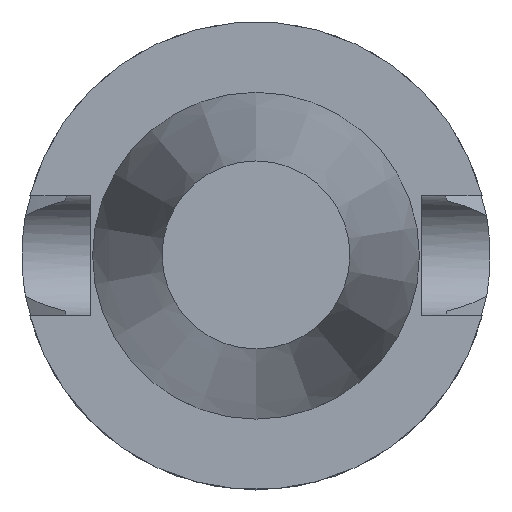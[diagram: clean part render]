
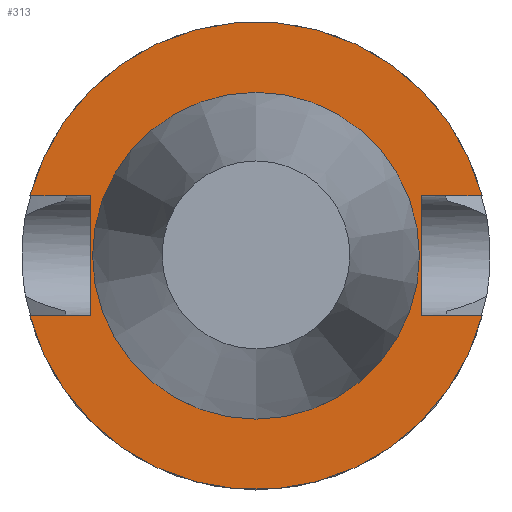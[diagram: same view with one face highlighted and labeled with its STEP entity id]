
A CAD part, top view. The second image highlights one B-rep face of the part: STEP entity #313.
In plain terms, the highlighted planar face has unit normal (0, 0, 1).
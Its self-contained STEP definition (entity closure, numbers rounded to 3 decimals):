
#117=EDGE_CURVE('240[2]',#344,#345,#346,.T.);
#125=EDGE_CURVE('240[2]',#345,#356,#357,.T.);
#145=EDGE_CURVE('240[2]',#356,#390,#391,.T.);
#187=EDGE_CURVE('240[2]',#390,#455,#456,.T.);
#193=EDGE_CURVE('240[2]',#397,#344,#464,.T.);
#202=EDGE_CURVE('240[2]',#476,#397,#477,.T.);
#280=EDGE_CURVE('240[2]',#579,#579,#580,.T.);
#289=EDGE_CURVE('240[2]',#455,#400,#591,.T.);
#313=ADVANCED_FACE('240[2]',(#619,#620),#621,.T.);
#322=EDGE_CURVE('240[2]',#400,#476,#632,.T.);
#344=VERTEX_POINT('',#646);
#345=VERTEX_POINT('',#647);
#346=CIRCLE('',#648,50.);
#356=VERTEX_POINT('',#660);
#357=LINE('',#661,#662);
#390=VERTEX_POINT('',#713);
#391=LINE('',#714,#715);
#397=VERTEX_POINT('',#723);
#400=VERTEX_POINT('',#728);
#455=VERTEX_POINT('',#865);
#456=LINE('',#866,#867);
#464=LINE('',#895,#896);
#476=VERTEX_POINT('',#914);
#477=LINE('',#915,#916);
#579=VERTEX_POINT('',#1210);
#580=CIRCLE('',#1211,34.925);
#591=CIRCLE('',#1235,50.);
#619=FACE_OUTER_BOUND('',#1306,.T.);
#620=FACE_BOUND('',#1307,.T.);
#621=PLANE('',#1308);
#632=LINE('',#1324,#1325);
#646=CARTESIAN_POINT('',(48.321,12.85,-1.5));
#647=CARTESIAN_POINT('',(-48.321,12.85,-1.5));
#648=AXIS2_PLACEMENT_3D('',#1337,#1338,#1339);
#660=CARTESIAN_POINT('',(-35.4,12.85,-1.5));
#661=CARTESIAN_POINT('',(-17.7,12.85,-1.5));
#662=VECTOR('',#1347,1.0);
#713=CARTESIAN_POINT('',(-35.4,-12.85,-1.5));
#714=CARTESIAN_POINT('',(-35.4,14.806,-1.5));
#715=VECTOR('',#1377,1.0);
#723=CARTESIAN_POINT('',(35.4,12.85,-1.5));
#728=CARTESIAN_POINT('',(48.321,-12.85,-1.5));
#865=CARTESIAN_POINT('',(-48.321,-12.85,-1.5));
#866=CARTESIAN_POINT('',(-17.7,-12.85,-1.5));
#867=VECTOR('',#1456,1.0);
#895=CARTESIAN_POINT('',(17.7,12.85,-1.5));
#896=VECTOR('',#1460,1.0);
#914=CARTESIAN_POINT('',(35.4,-12.85,-1.5));
#915=CARTESIAN_POINT('',(35.4,21.231,-1.5));
#916=VECTOR('',#1473,1.0);
#1210=CARTESIAN_POINT('',(0.,34.925,-1.5));
#1211=AXIS2_PLACEMENT_3D('',#1589,#1590,#1591);
#1235=AXIS2_PLACEMENT_3D('',#1601,#1602,#1603);
#1306=EDGE_LOOP('',(#1629,#1630,#1631,#1632,#1633,#1634,#1635,#1636));
#1307=EDGE_LOOP('',(#1637));
#1308=AXIS2_PLACEMENT_3D('',#1638,#1639,#1640);
#1324=CARTESIAN_POINT('',(17.7,-12.85,-1.5));
#1325=VECTOR('',#1651,1.0);
#1337=CARTESIAN_POINT('',(0.,0.,-1.5));
#1338=DIRECTION('',(0.,0.,1.0));
#1339=DIRECTION('',(0.,1.0,0.));
#1347=DIRECTION('',(1.0,-0.0,0.));
#1377=DIRECTION('',(0.0,-1.0,0.));
#1456=DIRECTION('',(-1.0,-0.0,0.));
#1460=DIRECTION('',(1.0,-0.0,0.));
#1473=DIRECTION('',(0.0,1.0,0.));
#1589=CARTESIAN_POINT('',(0.,0.,-1.5));
#1590=DIRECTION('',(0.,0.,1.0));
#1591=DIRECTION('',(0.,1.0,0.));
#1601=CARTESIAN_POINT('',(0.,0.,-1.5));
#1602=DIRECTION('',(0.,0.,1.0));
#1603=DIRECTION('',(0.,1.0,0.));
#1629=ORIENTED_EDGE('',*,*,#187,.T.);
#1630=ORIENTED_EDGE('',*,*,#289,.T.);
#1631=ORIENTED_EDGE('',*,*,#322,.T.);
#1632=ORIENTED_EDGE('',*,*,#202,.T.);
#1633=ORIENTED_EDGE('',*,*,#193,.T.);
#1634=ORIENTED_EDGE('',*,*,#117,.T.);
#1635=ORIENTED_EDGE('',*,*,#125,.T.);
#1636=ORIENTED_EDGE('',*,*,#145,.T.);
#1637=ORIENTED_EDGE('',*,*,#280,.F.);
#1638=CARTESIAN_POINT('',(0.,42.463,-1.5));
#1639=DIRECTION('',(0.,0.,1.0));
#1640=DIRECTION('',(1.0,0.,0.0));
#1651=DIRECTION('',(-1.0,-0.0,0.));
